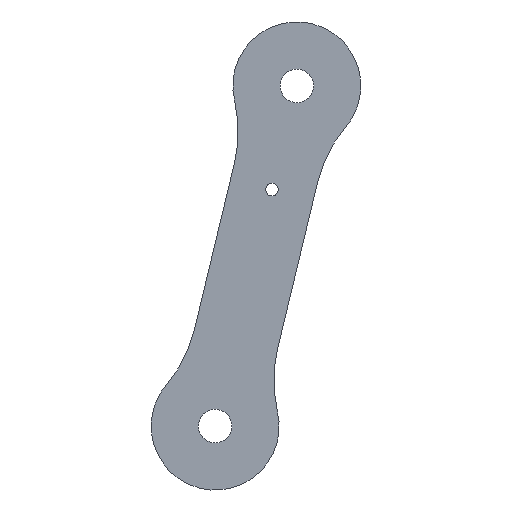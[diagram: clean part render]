
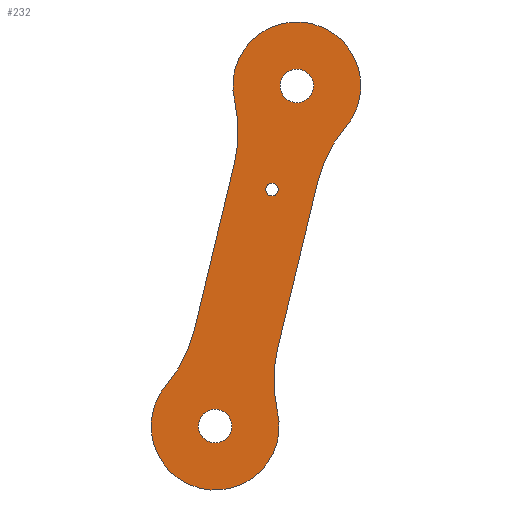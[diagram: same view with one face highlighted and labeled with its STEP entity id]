
A CAD part, left-side view. The second image highlights one B-rep face of the part: STEP entity #232.
In plain terms, the highlighted planar face has unit normal (-1, 0, 0).
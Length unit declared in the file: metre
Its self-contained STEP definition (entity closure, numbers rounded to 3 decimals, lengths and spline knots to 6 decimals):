
#31=LINE('',#394,#43);
#32=LINE('',#402,#44);
#43=VECTOR('',#318,1.);
#44=VECTOR('',#325,1.);
#64=ORIENTED_EDGE('',*,*,#124,.T.);
#65=ORIENTED_EDGE('',*,*,#125,.T.);
#66=ORIENTED_EDGE('',*,*,#126,.F.);
#67=ORIENTED_EDGE('',*,*,#127,.T.);
#68=ORIENTED_EDGE('',*,*,#128,.F.);
#69=ORIENTED_EDGE('',*,*,#129,.T.);
#70=ORIENTED_EDGE('',*,*,#130,.T.);
#71=ORIENTED_EDGE('',*,*,#131,.T.);
#72=ORIENTED_EDGE('',*,*,#132,.F.);
#73=ORIENTED_EDGE('',*,*,#133,.F.);
#74=ORIENTED_EDGE('',*,*,#134,.F.);
#124=EDGE_CURVE('',#154,#154,#174,.T.);
#125=EDGE_CURVE('',#155,#156,#175,.T.);
#126=EDGE_CURVE('',#157,#156,#31,.T.);
#127=EDGE_CURVE('',#157,#158,#176,.T.);
#128=EDGE_CURVE('',#159,#158,#177,.T.);
#129=EDGE_CURVE('',#159,#160,#178,.T.);
#130=EDGE_CURVE('',#160,#161,#32,.T.);
#131=EDGE_CURVE('',#161,#162,#179,.T.);
#132=EDGE_CURVE('',#155,#162,#180,.T.);
#133=EDGE_CURVE('',#163,#163,#181,.F.);
#134=EDGE_CURVE('',#164,#164,#182,.F.);
#154=VERTEX_POINT('',#390);
#155=VERTEX_POINT('',#392);
#156=VERTEX_POINT('',#393);
#157=VERTEX_POINT('',#395);
#158=VERTEX_POINT('',#397);
#159=VERTEX_POINT('',#399);
#160=VERTEX_POINT('',#401);
#161=VERTEX_POINT('',#403);
#162=VERTEX_POINT('',#405);
#163=VERTEX_POINT('',#408);
#164=VERTEX_POINT('',#410);
#174=CIRCLE('',#268,0.001191);
#175=CIRCLE('',#269,0.024245);
#176=CIRCLE('',#270,0.024245);
#177=CIRCLE('',#271,0.012123);
#178=CIRCLE('',#272,0.024245);
#179=CIRCLE('',#273,0.024245);
#180=CIRCLE('',#274,0.012123);
#181=CIRCLE('',#275,0.003175);
#182=CIRCLE('',#276,0.003175);
#187=EDGE_LOOP('',(#64));
#188=EDGE_LOOP('',(#65,#66,#67,#68,#69,#70,#71,#72));
#189=EDGE_LOOP('',(#73));
#190=EDGE_LOOP('',(#74));
#209=FACE_BOUND('',#187,.T.);
#210=FACE_BOUND('',#188,.T.);
#211=FACE_BOUND('',#189,.T.);
#212=FACE_BOUND('',#190,.T.);
#228=PLANE('',#267);
#232=ADVANCED_FACE('',(#209,#210,#211,#212),#228,.F.);
#267=AXIS2_PLACEMENT_3D('',#388,#312,#313);
#268=AXIS2_PLACEMENT_3D('',#389,#314,#315);
#269=AXIS2_PLACEMENT_3D('',#391,#316,#317);
#270=AXIS2_PLACEMENT_3D('',#396,#319,#320);
#271=AXIS2_PLACEMENT_3D('',#398,#321,#322);
#272=AXIS2_PLACEMENT_3D('',#400,#323,#324);
#273=AXIS2_PLACEMENT_3D('',#404,#326,#327);
#274=AXIS2_PLACEMENT_3D('',#406,#328,#329);
#275=AXIS2_PLACEMENT_3D('',#407,#330,#331);
#276=AXIS2_PLACEMENT_3D('',#409,#332,#333);
#312=DIRECTION('',(1.,0.,0.));
#313=DIRECTION('',(0.,0.917,-0.399));
#314=DIRECTION('',(1.,0.,0.));
#315=DIRECTION('',(0.,1.,0.));
#316=DIRECTION('',(1.,0.,0.));
#317=DIRECTION('',(0.,-0.399,-0.917));
#318=DIRECTION('',(0.,-0.233,0.972));
#319=DIRECTION('',(1.,0.,0.));
#320=DIRECTION('',(0.,-0.399,-0.917));
#321=DIRECTION('',(1.,0.,0.));
#322=DIRECTION('',(0.,-0.399,-0.917));
#323=DIRECTION('',(1.,0.,0.));
#324=DIRECTION('',(0.,-0.399,-0.917));
#325=DIRECTION('',(0.,-0.233,0.972));
#326=DIRECTION('',(1.,0.,0.));
#327=DIRECTION('',(0.,-0.399,-0.917));
#328=DIRECTION('',(1.,0.,0.));
#329=DIRECTION('',(0.,-0.399,-0.917));
#330=DIRECTION('',(1.,0.,0.));
#331=DIRECTION('',(0.,-0.399,-0.917));
#332=DIRECTION('',(1.,0.,0.));
#333=DIRECTION('',(0.,-0.399,-0.917));
#388=CARTESIAN_POINT('',(0.024967,0.711508,0.002949));
#389=CARTESIAN_POINT('',(0.024967,0.708205,0.016701));
#390=CARTESIAN_POINT('',(0.024967,0.709396,0.016701));
#391=CARTESIAN_POINT('',(0.024967,0.738812,0.027695));
#392=CARTESIAN_POINT('',(0.024967,0.715262,0.033463));
#393=CARTESIAN_POINT('',(0.024967,0.715236,0.022033));
#394=CARTESIAN_POINT('',(0.024967,0.7188,0.007192));
#395=CARTESIAN_POINT('',(0.024967,0.72293,-0.010006));
#396=CARTESIAN_POINT('',(0.024967,0.746505,-0.004345));
#397=CARTESIAN_POINT('',(0.024967,0.728143,-0.020178));
#398=CARTESIAN_POINT('',(0.024967,0.718962,-0.028094));
#399=CARTESIAN_POINT('',(0.024967,0.707187,-0.02521));
#400=CARTESIAN_POINT('',(0.024967,0.683638,-0.019441));
#401=CARTESIAN_POINT('',(0.024967,0.707213,-0.01378));
#402=CARTESIAN_POINT('',(0.024967,0.703084,0.003417));
#403=CARTESIAN_POINT('',(0.024967,0.69952,0.018259));
#404=CARTESIAN_POINT('',(0.024967,0.675944,0.012598));
#405=CARTESIAN_POINT('',(0.024967,0.694307,0.028431));
#406=CARTESIAN_POINT('',(0.024967,0.703488,0.036347));
#407=CARTESIAN_POINT('',(0.024967,0.703488,0.036347));
#408=CARTESIAN_POINT('',(0.024967,0.702222,0.033435));
#409=CARTESIAN_POINT('',(0.024967,0.718962,-0.028094));
#410=CARTESIAN_POINT('',(0.024967,0.717696,-0.031006));
